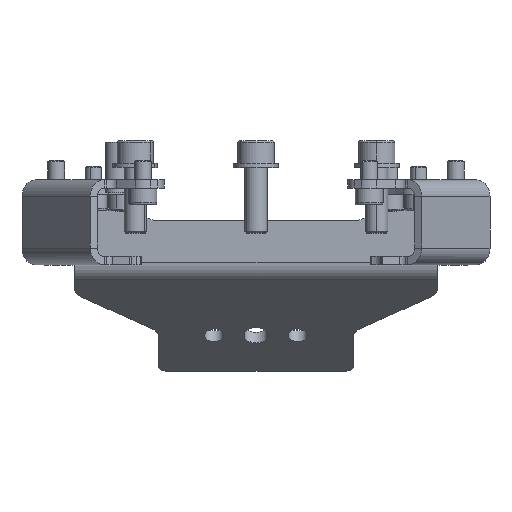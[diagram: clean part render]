
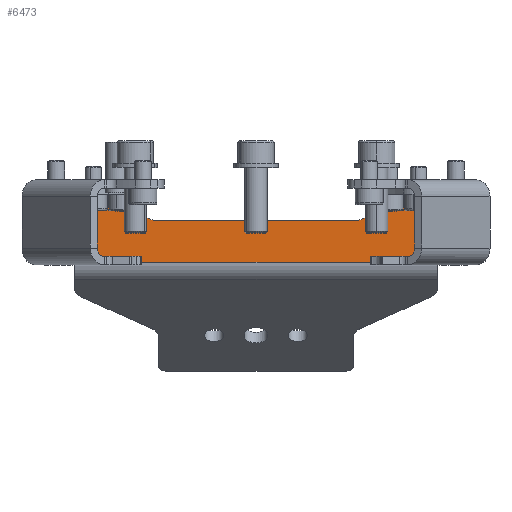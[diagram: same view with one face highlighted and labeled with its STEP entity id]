
A CAD part, top view. The second image highlights one B-rep face of the part: STEP entity #6473.
In plain terms, the highlighted planar face has unit normal (0, 0, 1).
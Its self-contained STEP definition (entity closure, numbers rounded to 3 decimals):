
#86 = PLANE ( 'NONE',  #7975 ) ;
#388 = ORIENTED_EDGE ( 'NONE', *, *, #3053, .F. ) ;
#392 = CARTESIAN_POINT ( 'NONE',  ( -65., -3., -85. ) ) ;
#467 = CARTESIAN_POINT ( 'NONE',  ( 41., -3., -85. ) ) ;
#593 = DIRECTION ( 'NONE',  ( 0., -1., 0. ) ) ;
#704 = LINE ( 'NONE', #10922, #9788 ) ;
#775 = DIRECTION ( 'NONE',  ( 0., 1., 0. ) ) ;
#798 = CIRCLE ( 'NONE', #2501, 5. ) ;
#972 = VECTOR ( 'NONE', #1498, 1000. ) ;
#1103 = VECTOR ( 'NONE', #2263, 1000. ) ;
#1269 = VECTOR ( 'NONE', #593, 1000. ) ;
#1310 = VERTEX_POINT ( 'NONE', #2112 ) ;
#1415 = CARTESIAN_POINT ( 'NONE',  ( 65., -3., -85. ) ) ;
#1486 = VERTEX_POINT ( 'NONE', #2779 ) ;
#1498 = DIRECTION ( 'NONE',  ( 0., -1., 0. ) ) ;
#1527 = EDGE_CURVE ( 'NONE', #5108, #10393, #6798, .T. ) ;
#1536 = EDGE_CURVE ( 'NONE', #5108, #7901, #1769, .T. ) ;
#1675 = CIRCLE ( 'NONE', #6389, 5. ) ;
#1769 = LINE ( 'NONE', #6665, #4922 ) ;
#1884 = FACE_OUTER_BOUND ( 'NONE', #8123, .T. ) ;
#1885 = ORIENTED_EDGE ( 'NONE', *, *, #1536, .T. ) ;
#2059 = CARTESIAN_POINT ( 'NONE',  ( -41., -4.27, -85. ) ) ;
#2105 = EDGE_CURVE ( 'NONE', #4518, #12857, #798, .T. ) ;
#2112 = CARTESIAN_POINT ( 'NONE',  ( -65., -24.27, -85. ) ) ;
#2263 = DIRECTION ( 'NONE',  ( 0., -1., 0. ) ) ;
#2290 = DIRECTION ( 'NONE',  ( 0., 1., 0. ) ) ;
#2399 = LINE ( 'NONE', #1415, #6684 ) ;
#2501 = AXIS2_PLACEMENT_3D ( 'NONE', #12264, #9909, #775 ) ;
#2779 = CARTESIAN_POINT ( 'NONE',  ( -41., -3., -85. ) ) ;
#2898 = LINE ( 'NONE', #9303, #5884 ) ;
#3053 = EDGE_CURVE ( 'NONE', #10393, #1310, #704, .T. ) ;
#3068 = CARTESIAN_POINT ( 'NONE',  ( -41., 0., -85. ) ) ;
#3415 = EDGE_CURVE ( 'NONE', #10062, #7810, #1675, .T. ) ;
#4368 = CARTESIAN_POINT ( 'NONE',  ( -36., -4.27, -85. ) ) ;
#4518 = VERTEX_POINT ( 'NONE', #8672 ) ;
#4561 = VERTEX_POINT ( 'NONE', #392 ) ;
#4672 = ORIENTED_EDGE ( 'NONE', *, *, #10016, .T. ) ;
#4795 = CARTESIAN_POINT ( 'NONE',  ( 65., 0., -85. ) ) ;
#4853 = ORIENTED_EDGE ( 'NONE', *, *, #1527, .F. ) ;
#4922 = VECTOR ( 'NONE', #11748, 1000. ) ;
#5039 = VECTOR ( 'NONE', #5207, 1000. ) ;
#5108 = VERTEX_POINT ( 'NONE', #9905 ) ;
#5207 = DIRECTION ( 'NONE',  ( 0., 1., 0. ) ) ;
#5786 = EDGE_CURVE ( 'NONE', #4561, #1310, #8502, .T. ) ;
#5884 = VECTOR ( 'NONE', #9229, 1000. ) ;
#5978 = CARTESIAN_POINT ( 'NONE',  ( 65., 0., -85. ) ) ;
#6313 = DIRECTION ( 'NONE',  ( 0., 0., -1. ) ) ;
#6389 = AXIS2_PLACEMENT_3D ( 'NONE', #4368, #6313, #2290 ) ;
#6473 = ADVANCED_FACE ( 'NONE', ( #1884 ), #86, .F. ) ;
#6517 = LINE ( 'NONE', #6646, #972 ) ;
#6565 = DIRECTION ( 'NONE',  ( -1., 0., 0. ) ) ;
#6646 = CARTESIAN_POINT ( 'NONE',  ( 41., 0., -85. ) ) ;
#6665 = CARTESIAN_POINT ( 'NONE',  ( 65., -3., -85. ) ) ;
#6684 = VECTOR ( 'NONE', #6565, 1000. ) ;
#6798 = LINE ( 'NONE', #4795, #1269 ) ;
#6956 = LINE ( 'NONE', #3068, #5039 ) ;
#6978 = ORIENTED_EDGE ( 'NONE', *, *, #12899, .T. ) ;
#7810 = VERTEX_POINT ( 'NONE', #2059 ) ;
#7852 = ORIENTED_EDGE ( 'NONE', *, *, #8914, .T. ) ;
#7901 = VERTEX_POINT ( 'NONE', #467 ) ;
#7975 = AXIS2_PLACEMENT_3D ( 'NONE', #5978, #12397, #9042 ) ;
#8123 = EDGE_LOOP ( 'NONE', ( #9223, #9750, #7852, #6978, #8768, #388, #4853, #1885, #4672, #8611 ) ) ;
#8502 = LINE ( 'NONE', #11358, #1103 ) ;
#8514 = CARTESIAN_POINT ( 'NONE',  ( 65., -24.27, -85. ) ) ;
#8611 = ORIENTED_EDGE ( 'NONE', *, *, #2105, .T. ) ;
#8672 = CARTESIAN_POINT ( 'NONE',  ( 41., -4.27, -85. ) ) ;
#8768 = ORIENTED_EDGE ( 'NONE', *, *, #5786, .T. ) ;
#8914 = EDGE_CURVE ( 'NONE', #7810, #1486, #6956, .T. ) ;
#9042 = DIRECTION ( 'NONE',  ( 0., 1., 0. ) ) ;
#9223 = ORIENTED_EDGE ( 'NONE', *, *, #11440, .T. ) ;
#9229 = DIRECTION ( 'NONE',  ( -1., 0., 0. ) ) ;
#9295 = CARTESIAN_POINT ( 'NONE',  ( 36., -9.27, -85. ) ) ;
#9303 = CARTESIAN_POINT ( 'NONE',  ( 65., -9.27, -85. ) ) ;
#9750 = ORIENTED_EDGE ( 'NONE', *, *, #3415, .T. ) ;
#9788 = VECTOR ( 'NONE', #13013, 1000. ) ;
#9843 = CARTESIAN_POINT ( 'NONE',  ( -36., -9.27, -85. ) ) ;
#9905 = CARTESIAN_POINT ( 'NONE',  ( 65., -3., -85. ) ) ;
#9909 = DIRECTION ( 'NONE',  ( 0., 0., -1. ) ) ;
#10016 = EDGE_CURVE ( 'NONE', #7901, #4518, #6517, .T. ) ;
#10062 = VERTEX_POINT ( 'NONE', #9843 ) ;
#10393 = VERTEX_POINT ( 'NONE', #8514 ) ;
#10922 = CARTESIAN_POINT ( 'NONE',  ( 65., -24.27, -85. ) ) ;
#11358 = CARTESIAN_POINT ( 'NONE',  ( -65., 0., -85. ) ) ;
#11440 = EDGE_CURVE ( 'NONE', #12857, #10062, #2898, .T. ) ;
#11748 = DIRECTION ( 'NONE',  ( -1., 0., 0. ) ) ;
#12264 = CARTESIAN_POINT ( 'NONE',  ( 36., -4.27, -85. ) ) ;
#12397 = DIRECTION ( 'NONE',  ( 0., 0., -1. ) ) ;
#12857 = VERTEX_POINT ( 'NONE', #9295 ) ;
#12899 = EDGE_CURVE ( 'NONE', #1486, #4561, #2399, .T. ) ;
#13013 = DIRECTION ( 'NONE',  ( -1., 0., 0. ) ) ;
